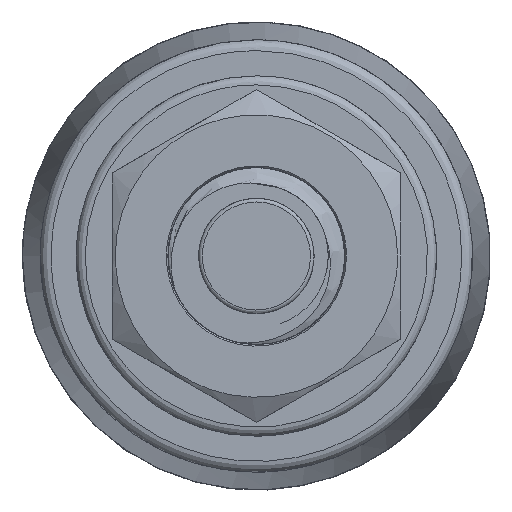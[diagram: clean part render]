
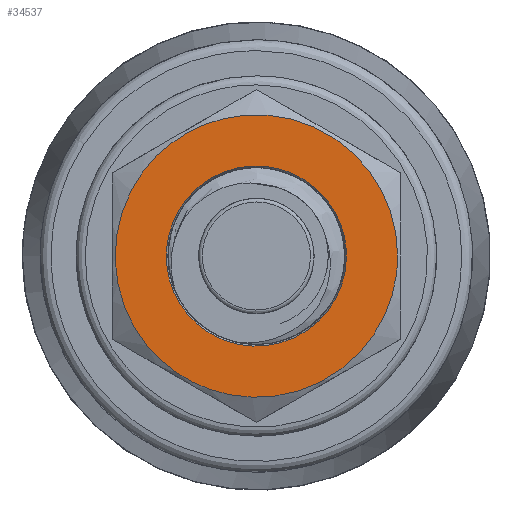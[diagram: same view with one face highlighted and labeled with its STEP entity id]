
A CAD part, front view. The second image highlights one B-rep face of the part: STEP entity #34537.
In plain terms, the highlighted free-form (B-spline) face has degree [1, 1] with [2, 2] control points.
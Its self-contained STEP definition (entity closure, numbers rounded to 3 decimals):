
#34138 = VERTEX_POINT('',#34139);
#34139 = CARTESIAN_POINT('',(2.886,-40.17,
    0.));
#34144 = EDGE_CURVE('',#34138,#34138,#34145,.T.);
#34145 = ( BOUNDED_CURVE() B_SPLINE_CURVE(2,(#34146,#34147,#34148,#34149
    ,#34150,#34151,#34152),.UNSPECIFIED.,.T.,.F.) 
B_SPLINE_CURVE_WITH_KNOTS((3,2,2,3),(3.142,5.236,
7.33,9.425),.PIECEWISE_BEZIER_KNOTS.) CURVE() 
GEOMETRIC_REPRESENTATION_ITEM() RATIONAL_B_SPLINE_CURVE((1.,0.5,1.,0.5,
1.,0.5,1.)) REPRESENTATION_ITEM('') );
#34146 = CARTESIAN_POINT('',(2.886,-40.17,
    0.));
#34147 = CARTESIAN_POINT('',(2.886,-40.17,
    -4.998));
#34148 = CARTESIAN_POINT('',(-1.443,-40.17,
    -2.499));
#34149 = CARTESIAN_POINT('',(-5.772,-40.17,
    0.));
#34150 = CARTESIAN_POINT('',(-1.443,-40.17,
    2.499));
#34151 = CARTESIAN_POINT('',(2.886,-40.17,
    4.998));
#34152 = CARTESIAN_POINT('',(2.886,-40.17,
    0.));
#34307 = EDGE_CURVE('',#34308,#34308,#34310,.T.);
#34308 = VERTEX_POINT('',#34309);
#34309 = CARTESIAN_POINT('',(4.525,-40.17,
    0.));
#34310 = ( BOUNDED_CURVE() B_SPLINE_CURVE(2,(#34311,#34312,#34313,#34314
    ,#34315,#34316,#34317),.UNSPECIFIED.,.T.,.F.) 
B_SPLINE_CURVE_WITH_KNOTS((1,2,2,2,2,1),(-2.094,0.,
    2.094,4.189,6.283,8.378),
.UNSPECIFIED.) CURVE() GEOMETRIC_REPRESENTATION_ITEM() 
RATIONAL_B_SPLINE_CURVE((1.,0.5,1.,0.5,1.,0.5,1.)) REPRESENTATION_ITEM(
  '') );
#34311 = CARTESIAN_POINT('',(4.525,-40.17,
    0.));
#34312 = CARTESIAN_POINT('',(4.525,-40.17,
    7.837));
#34313 = CARTESIAN_POINT('',(-2.262,-40.17,
    3.919));
#34314 = CARTESIAN_POINT('',(-9.05,-40.17,
    0.));
#34315 = CARTESIAN_POINT('',(-2.262,-40.17,
    -3.919));
#34316 = CARTESIAN_POINT('',(4.525,-40.17,
    -7.837));
#34317 = CARTESIAN_POINT('',(4.525,-40.17,
    0.));
#34537 = ADVANCED_FACE('',(#34538,#34541),#34544,.T.);
#34538 = FACE_BOUND('',#34539,.T.);
#34539 = EDGE_LOOP('',(#34540));
#34540 = ORIENTED_EDGE('',*,*,#34307,.T.);
#34541 = FACE_BOUND('',#34542,.T.);
#34542 = EDGE_LOOP('',(#34543));
#34543 = ORIENTED_EDGE('',*,*,#34144,.T.);
#34544 = B_SPLINE_SURFACE_WITH_KNOTS('',1,1,(
    (#34545,#34546)
    ,(#34547,#34548
  )),.UNSPECIFIED.,.F.,.F.,.F.,(2,2),(2,2),(-6.42,1.42),(-3.92,3.92),
  .PIECEWISE_BEZIER_KNOTS.);
#34545 = CARTESIAN_POINT('',(4.525,-40.17,
    4.525));
#34546 = CARTESIAN_POINT('',(4.525,-40.17,
    -4.525));
#34547 = CARTESIAN_POINT('',(-4.525,-40.17,
    4.525));
#34548 = CARTESIAN_POINT('',(-4.525,-40.17,
    -4.525));
